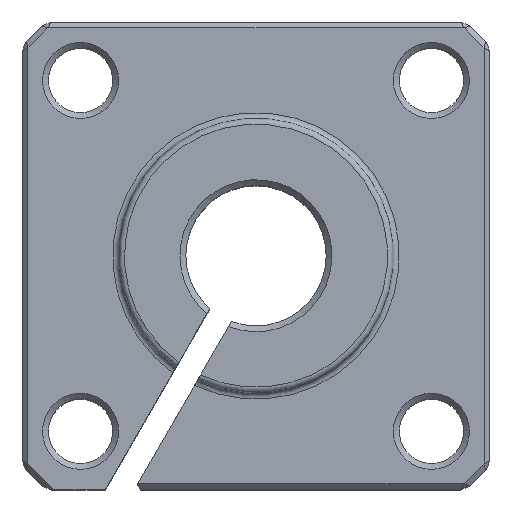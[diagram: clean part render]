
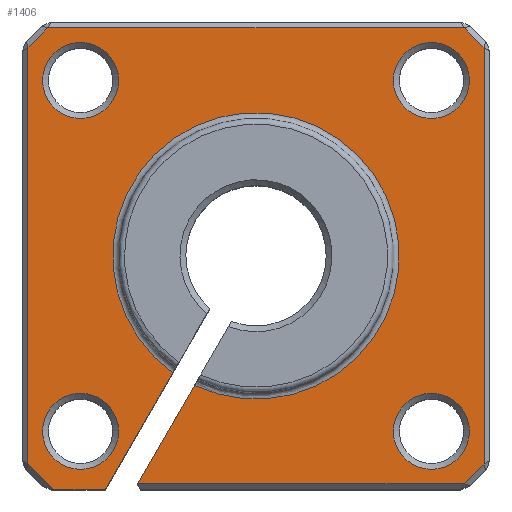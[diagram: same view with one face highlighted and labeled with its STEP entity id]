
A CAD part, top view. The second image highlights one B-rep face of the part: STEP entity #1406.
In plain terms, the highlighted planar face has unit normal (0, 0, 1).
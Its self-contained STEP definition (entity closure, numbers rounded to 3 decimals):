
#79=FACE_BOUND('',#267,.T.);
#80=FACE_BOUND('',#268,.T.);
#81=FACE_BOUND('',#269,.T.);
#82=FACE_BOUND('',#270,.T.);
#124=CIRCLE('',#1547,3.25);
#125=CIRCLE('',#1549,12.25);
#126=CIRCLE('',#1550,3.25);
#127=CIRCLE('',#1551,3.25);
#128=CIRCLE('',#1552,3.25);
#166=FACE_OUTER_BOUND('',#266,.T.);
#266=EDGE_LOOP('',(#1060,#1061,#1062,#1063,#1064,#1065,#1066,#1067,#1068,
#1069,#1070,#1071));
#267=EDGE_LOOP('',(#1072));
#268=EDGE_LOOP('',(#1073));
#269=EDGE_LOOP('',(#1074));
#270=EDGE_LOOP('',(#1075));
#376=LINE('',#2177,#498);
#383=LINE('',#2203,#505);
#392=LINE('',#2422,#514);
#393=LINE('',#2424,#515);
#394=LINE('',#2426,#516);
#395=LINE('',#2428,#517);
#396=LINE('',#2430,#518);
#397=LINE('',#2432,#519);
#398=LINE('',#2434,#520);
#399=LINE('',#2436,#521);
#400=LINE('',#2437,#522);
#498=VECTOR('',#1755,10.);
#505=VECTOR('',#1776,10.);
#514=VECTOR('',#1799,10.);
#515=VECTOR('',#1800,10.);
#516=VECTOR('',#1801,10.);
#517=VECTOR('',#1802,10.);
#518=VECTOR('',#1803,10.);
#519=VECTOR('',#1804,10.);
#520=VECTOR('',#1805,10.);
#521=VECTOR('',#1806,10.);
#522=VECTOR('',#1807,10.);
#631=VERTEX_POINT('',#2165);
#632=VERTEX_POINT('',#2176);
#640=VERTEX_POINT('',#2200);
#641=VERTEX_POINT('',#2202);
#653=VERTEX_POINT('',#2417);
#654=VERTEX_POINT('',#2421);
#655=VERTEX_POINT('',#2423);
#656=VERTEX_POINT('',#2425);
#657=VERTEX_POINT('',#2427);
#658=VERTEX_POINT('',#2429);
#659=VERTEX_POINT('',#2431);
#660=VERTEX_POINT('',#2433);
#661=VERTEX_POINT('',#2435);
#662=VERTEX_POINT('',#2439);
#663=VERTEX_POINT('',#2441);
#664=VERTEX_POINT('',#2443);
#769=EDGE_CURVE('',#632,#631,#376,.T.);
#781=EDGE_CURVE('',#641,#640,#383,.T.);
#797=EDGE_CURVE('',#653,#653,#124,.T.);
#799=EDGE_CURVE('',#654,#640,#392,.T.);
#800=EDGE_CURVE('',#655,#654,#393,.T.);
#801=EDGE_CURVE('',#656,#655,#394,.T.);
#802=EDGE_CURVE('',#657,#656,#395,.T.);
#803=EDGE_CURVE('',#658,#657,#396,.T.);
#804=EDGE_CURVE('',#659,#658,#397,.T.);
#805=EDGE_CURVE('',#660,#659,#398,.T.);
#806=EDGE_CURVE('',#661,#660,#399,.T.);
#807=EDGE_CURVE('',#632,#661,#400,.T.);
#808=EDGE_CURVE('',#641,#631,#125,.T.);
#809=EDGE_CURVE('',#662,#662,#126,.T.);
#810=EDGE_CURVE('',#663,#663,#127,.T.);
#811=EDGE_CURVE('',#664,#664,#128,.T.);
#1060=ORIENTED_EDGE('',*,*,#799,.F.);
#1061=ORIENTED_EDGE('',*,*,#800,.F.);
#1062=ORIENTED_EDGE('',*,*,#801,.F.);
#1063=ORIENTED_EDGE('',*,*,#802,.F.);
#1064=ORIENTED_EDGE('',*,*,#803,.F.);
#1065=ORIENTED_EDGE('',*,*,#804,.F.);
#1066=ORIENTED_EDGE('',*,*,#805,.F.);
#1067=ORIENTED_EDGE('',*,*,#806,.F.);
#1068=ORIENTED_EDGE('',*,*,#807,.F.);
#1069=ORIENTED_EDGE('',*,*,#769,.T.);
#1070=ORIENTED_EDGE('',*,*,#808,.F.);
#1071=ORIENTED_EDGE('',*,*,#781,.T.);
#1072=ORIENTED_EDGE('',*,*,#809,.F.);
#1073=ORIENTED_EDGE('',*,*,#810,.F.);
#1074=ORIENTED_EDGE('',*,*,#811,.F.);
#1075=ORIENTED_EDGE('',*,*,#797,.F.);
#1325=PLANE('',#1548);
#1406=ADVANCED_FACE('',(#166,#79,#80,#81,#82),#1325,.T.);
#1547=AXIS2_PLACEMENT_3D('',#2418,#1794,#1795);
#1548=AXIS2_PLACEMENT_3D('',#2420,#1797,#1798);
#1549=AXIS2_PLACEMENT_3D('',#2438,#1808,#1809);
#1550=AXIS2_PLACEMENT_3D('',#2440,#1810,#1811);
#1551=AXIS2_PLACEMENT_3D('',#2442,#1812,#1813);
#1552=AXIS2_PLACEMENT_3D('',#2444,#1814,#1815);
#1755=DIRECTION('',(0.5,0.866,0.));
#1776=DIRECTION('',(-0.5,-0.866,0.));
#1794=DIRECTION('center_axis',(0.,0.,1.));
#1795=DIRECTION('ref_axis',(-1.,0.,0.));
#1797=DIRECTION('center_axis',(0.,0.,1.));
#1798=DIRECTION('ref_axis',(1.,0.,0.));
#1799=DIRECTION('',(-1.,0.,0.));
#1800=DIRECTION('',(-0.707,-0.707,0.));
#1801=DIRECTION('',(0.,-1.,0.));
#1802=DIRECTION('',(0.707,-0.707,0.));
#1803=DIRECTION('',(1.,0.,0.));
#1804=DIRECTION('',(0.707,0.707,0.));
#1805=DIRECTION('',(0.,1.,0.));
#1806=DIRECTION('',(-0.707,0.707,0.));
#1807=DIRECTION('',(-1.,0.,0.));
#1808=DIRECTION('center_axis',(0.,0.,1.));
#1809=DIRECTION('ref_axis',(0.506,0.863,0.));
#1810=DIRECTION('center_axis',(0.,0.,1.));
#1811=DIRECTION('ref_axis',(-1.,0.,0.));
#1812=DIRECTION('center_axis',(0.,0.,1.));
#1813=DIRECTION('ref_axis',(-1.,0.,0.));
#1814=DIRECTION('center_axis',(0.,0.,1.));
#1815=DIRECTION('ref_axis',(-1.,0.,0.));
#2165=CARTESIAN_POINT('',(-7.099,-9.983,12.));
#2176=CARTESIAN_POINT('',(-12.883,-20.,12.));
#2177=CARTESIAN_POINT('',(-2.474,-1.971,12.));
#2200=CARTESIAN_POINT('',(-10.111,-19.5,12.));
#2202=CARTESIAN_POINT('',(-5.245,-11.071,12.));
#2203=CARTESIAN_POINT('',(-4.77,-10.248,12.));
#2417=CARTESIAN_POINT('',(18.25,15.,12.));
#2418=CARTESIAN_POINT('Origin',(15.,15.,12.));
#2420=CARTESIAN_POINT('Origin',(0.,0.,
12.));
#2421=CARTESIAN_POINT('',(17.793,-19.5,12.));
#2422=CARTESIAN_POINT('',(10.,-19.5,12.));
#2423=CARTESIAN_POINT('',(19.5,-17.793,12.));
#2424=CARTESIAN_POINT('',(18.646,-18.646,12.));
#2425=CARTESIAN_POINT('',(19.5,17.793,12.));
#2426=CARTESIAN_POINT('',(19.5,10.,12.));
#2427=CARTESIAN_POINT('',(17.793,19.5,12.));
#2428=CARTESIAN_POINT('',(18.646,18.646,12.));
#2429=CARTESIAN_POINT('',(-17.793,19.5,12.));
#2430=CARTESIAN_POINT('',(-10.,19.5,12.));
#2431=CARTESIAN_POINT('',(-19.5,17.793,12.));
#2432=CARTESIAN_POINT('',(-18.646,18.646,12.));
#2433=CARTESIAN_POINT('',(-19.5,-17.793,12.));
#2434=CARTESIAN_POINT('',(-19.5,-10.,12.));
#2435=CARTESIAN_POINT('',(-17.293,-20.,12.));
#2436=CARTESIAN_POINT('',(-18.646,-18.646,12.));
#2437=CARTESIAN_POINT('',(20.,-20.,12.));
#2438=CARTESIAN_POINT('Origin',(0.,0.,12.));
#2439=CARTESIAN_POINT('',(18.25,-15.,12.));
#2440=CARTESIAN_POINT('Origin',(15.,-15.,12.));
#2441=CARTESIAN_POINT('',(-11.75,-15.,12.));
#2442=CARTESIAN_POINT('Origin',(-15.,-15.,12.));
#2443=CARTESIAN_POINT('',(-11.75,15.,12.));
#2444=CARTESIAN_POINT('Origin',(-15.,15.,12.));
